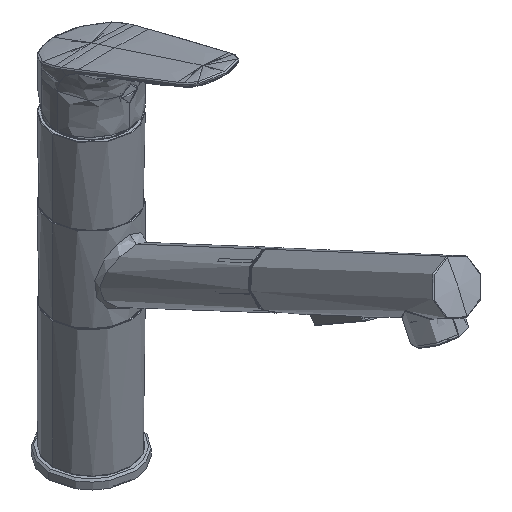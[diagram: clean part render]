
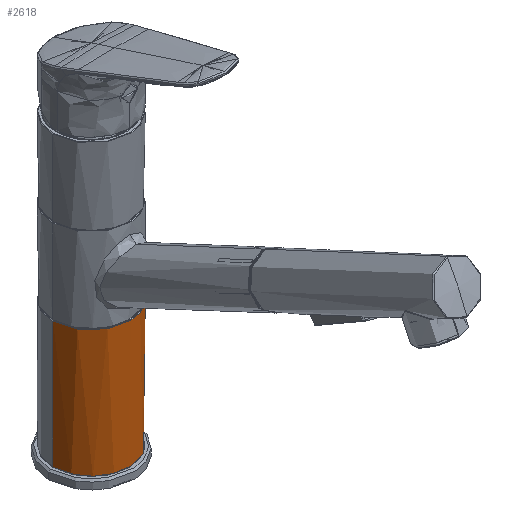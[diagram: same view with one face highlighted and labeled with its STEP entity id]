
A CAD part, isometric view. The second image highlights one B-rep face of the part: STEP entity #2618.
In plain terms, the highlighted cylindrical face has radius 22.5 mm (diameter 45 mm), a partial arc.
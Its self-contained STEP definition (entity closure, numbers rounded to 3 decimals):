
#2618=ADVANCED_FACE('',(#4951),#34291,.T.);
#4951=FACE_OUTER_BOUND('',#7284,.T.);
#7284=EDGE_LOOP('',(#18408,#18409,#18410,#18411));
#18408=ORIENTED_EDGE('',*,*,#24009,.T.);
#18409=ORIENTED_EDGE('',*,*,#24011,.T.);
#18410=ORIENTED_EDGE('',*,*,#24008,.T.);
#18411=ORIENTED_EDGE('',*,*,#24010,.T.);
#24008=EDGE_CURVE('',#33229,#33228,#25457,.T.);
#24009=EDGE_CURVE('',#33230,#33231,#25458,.T.);
#24010=EDGE_CURVE('',#33228,#33230,#29606,.T.);
#24011=EDGE_CURVE('',#33231,#33229,#29607,.T.);
#25457=(
BOUNDED_CURVE()
B_SPLINE_CURVE(2,(#96326,#96327,#96328,#96329,#96330),.UNSPECIFIED.,.F.,
 .F.)
B_SPLINE_CURVE_WITH_KNOTS((3,2,3),(69.845,104.874,139.902),
 .UNSPECIFIED.)
CURVE()
GEOMETRIC_REPRESENTATION_ITEM()
RATIONAL_B_SPLINE_CURVE((1.,0.707,1.,0.707,1.))
REPRESENTATION_ITEM('')
);
#25458=(
BOUNDED_CURVE()
B_SPLINE_CURVE(2,(#96331,#96332,#96333,#96334,#96335),.UNSPECIFIED.,.F.,
 .F.)
B_SPLINE_CURVE_WITH_KNOTS((3,2,3),(-70.686,-35.343,
0.),.UNSPECIFIED.)
CURVE()
GEOMETRIC_REPRESENTATION_ITEM()
RATIONAL_B_SPLINE_CURVE((1.,0.707,1.,0.707,1.))
REPRESENTATION_ITEM('')
);
#29606=B_SPLINE_CURVE_WITH_KNOTS('',1,(#96336,#96337),.UNSPECIFIED.,.F.,
 .F.,(2,2),(-74.4,0.),.UNSPECIFIED.);
#29607=B_SPLINE_CURVE_WITH_KNOTS('',1,(#96338,#96339),.UNSPECIFIED.,.F.,
 .F.,(2,2),(-74.4,0.),.UNSPECIFIED.);
#33228=VERTEX_POINT('',#96106);
#33229=VERTEX_POINT('',#96107);
#33230=VERTEX_POINT('',#96108);
#33231=VERTEX_POINT('',#96109);
#34291=CYLINDRICAL_SURFACE('',#36926,22.5);
#36926=AXIS2_PLACEMENT_3D('',#95885,#38395,$);
#38395=DIRECTION('',(0.,-1.,0.));
#95885=CARTESIAN_POINT('',(0.,37.4,0.));
#96106=CARTESIAN_POINT('',(-22.5,74.6,0.));
#96107=CARTESIAN_POINT('',(22.5,74.6,0.));
#96108=CARTESIAN_POINT('',(-22.5,0.2,0.));
#96109=CARTESIAN_POINT('',(22.5,0.2,0.));
#96326=CARTESIAN_POINT('',(22.5,74.6,0.));
#96327=CARTESIAN_POINT('',(22.5,74.6,22.5));
#96328=CARTESIAN_POINT('',(0.,74.6,22.5));
#96329=CARTESIAN_POINT('',(-22.5,74.6,22.5));
#96330=CARTESIAN_POINT('',(-22.5,74.6,0.));
#96331=CARTESIAN_POINT('',(-22.5,0.2,0.));
#96332=CARTESIAN_POINT('',(-22.5,0.2,22.5));
#96333=CARTESIAN_POINT('',(0.,0.2,22.5));
#96334=CARTESIAN_POINT('',(22.5,0.2,22.5));
#96335=CARTESIAN_POINT('',(22.5,0.2,0.));
#96336=CARTESIAN_POINT('',(-22.5,74.6,0.));
#96337=CARTESIAN_POINT('',(-22.5,0.2,0.));
#96338=CARTESIAN_POINT('',(22.5,0.2,0.));
#96339=CARTESIAN_POINT('',(22.5,74.6,0.));
